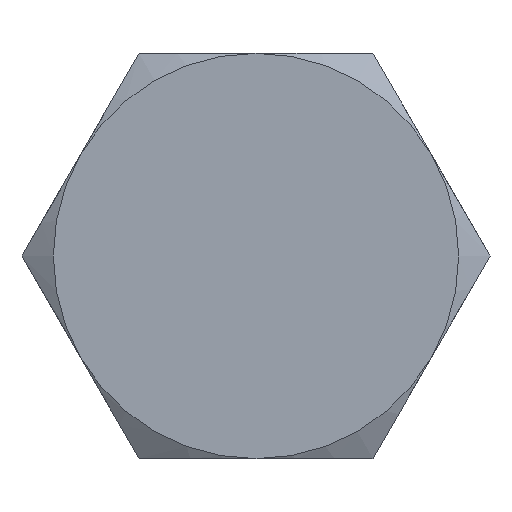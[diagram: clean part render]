
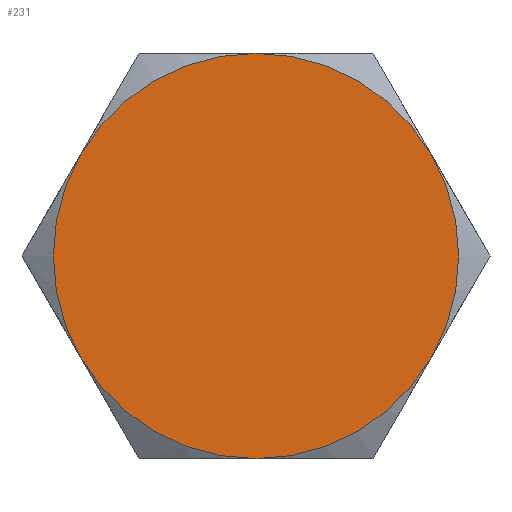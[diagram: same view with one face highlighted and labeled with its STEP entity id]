
A CAD part, left-side view. The second image highlights one B-rep face of the part: STEP entity #231.
In plain terms, the highlighted planar face has unit normal (-1, 0, 0).
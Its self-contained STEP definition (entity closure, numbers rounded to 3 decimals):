
#1 = FACE_OUTER_BOUND ( 'NONE', #394, .T. ) ;
#6 = CARTESIAN_POINT ( 'NONE',  ( 0., 0., 0. ) ) ;
#15 = EDGE_CURVE ( 'NONE', #666, #240, #18, .T. ) ;
#18 = CIRCLE ( 'NONE', #524, 5. ) ;
#30 = CARTESIAN_POINT ( 'NONE',  ( 0., 0., 5. ) ) ;
#33 = CIRCLE ( 'NONE', #606, 5. ) ;
#43 = CARTESIAN_POINT ( 'NONE',  ( 0., -4.33, 2.5 ) ) ;
#59 = DIRECTION ( 'NONE',  ( 1., 0., 0. ) ) ;
#89 = DIRECTION ( 'NONE',  ( 1., 0., 0. ) ) ;
#111 = AXIS2_PLACEMENT_3D ( 'NONE', #167, #89, #215 ) ;
#123 = ORIENTED_EDGE ( 'NONE', *, *, #457, .F. ) ;
#124 = CIRCLE ( 'NONE', #473, 5. ) ;
#167 = CARTESIAN_POINT ( 'NONE',  ( 0., 5.774, 0. ) ) ;
#169 = CARTESIAN_POINT ( 'NONE',  ( 0., 0., 0. ) ) ;
#178 = EDGE_CURVE ( 'NONE', #612, #533, #33, .T. ) ;
#187 = EDGE_CURVE ( 'NONE', #456, #612, #124, .T. ) ;
#188 = DIRECTION ( 'NONE',  ( 0., 0., 1. ) ) ;
#194 = DIRECTION ( 'NONE',  ( 0., 0., -1. ) ) ;
#203 = ORIENTED_EDGE ( 'NONE', *, *, #401, .T. ) ;
#215 = DIRECTION ( 'NONE',  ( 0., 0., -1. ) ) ;
#225 = ORIENTED_EDGE ( 'NONE', *, *, #15, .F. ) ;
#231 = ADVANCED_FACE ( 'NONE', ( #1 ), #261, .F. ) ;
#240 = VERTEX_POINT ( 'NONE', #43 ) ;
#244 = CIRCLE ( 'NONE', #644, 5. ) ;
#261 = PLANE ( 'NONE',  #111 ) ;
#273 = AXIS2_PLACEMENT_3D ( 'NONE', #337, #59, #523 ) ;
#288 = VERTEX_POINT ( 'NONE', #669 ) ;
#294 = ORIENTED_EDGE ( 'NONE', *, *, #178, .F. ) ;
#299 = CIRCLE ( 'NONE', #273, 5. ) ;
#307 = DIRECTION ( 'NONE',  ( 1., 0., 0. ) ) ;
#337 = CARTESIAN_POINT ( 'NONE',  ( 0., 0., 0. ) ) ;
#339 = DIRECTION ( 'NONE',  ( -1., 0., 0. ) ) ;
#358 = DIRECTION ( 'NONE',  ( 0., 0., -1. ) ) ;
#394 = EDGE_LOOP ( 'NONE', ( #294, #528, #123, #225, #203, #716 ) ) ;
#401 = EDGE_CURVE ( 'NONE', #666, #288, #560, .T. ) ;
#446 = DIRECTION ( 'NONE',  ( 1., 0., 0. ) ) ;
#456 = VERTEX_POINT ( 'NONE', #527 ) ;
#457 = EDGE_CURVE ( 'NONE', #240, #456, #299, .T. ) ;
#473 = AXIS2_PLACEMENT_3D ( 'NONE', #706, #481, #600 ) ;
#481 = DIRECTION ( 'NONE',  ( 1., 0., 0. ) ) ;
#514 = EDGE_CURVE ( 'NONE', #533, #288, #244, .T. ) ;
#523 = DIRECTION ( 'NONE',  ( 0., 0., -1. ) ) ;
#524 = AXIS2_PLACEMENT_3D ( 'NONE', #169, #446, #623 ) ;
#527 = CARTESIAN_POINT ( 'NONE',  ( 0., -4.33, -2.5 ) ) ;
#528 = ORIENTED_EDGE ( 'NONE', *, *, #187, .F. ) ;
#532 = CARTESIAN_POINT ( 'NONE',  ( 0., 0., -5. ) ) ;
#533 = VERTEX_POINT ( 'NONE', #538 ) ;
#538 = CARTESIAN_POINT ( 'NONE',  ( 0., 4.33, -2.5 ) ) ;
#560 = CIRCLE ( 'NONE', #668, 5. ) ;
#600 = DIRECTION ( 'NONE',  ( 0., 0., -1. ) ) ;
#606 = AXIS2_PLACEMENT_3D ( 'NONE', #696, #307, #358 ) ;
#612 = VERTEX_POINT ( 'NONE', #532 ) ;
#623 = DIRECTION ( 'NONE',  ( 0., 0., -1. ) ) ;
#630 = CARTESIAN_POINT ( 'NONE',  ( 0., 0., 0. ) ) ;
#644 = AXIS2_PLACEMENT_3D ( 'NONE', #6, #646, #194 ) ;
#646 = DIRECTION ( 'NONE',  ( 1., 0., 0. ) ) ;
#666 = VERTEX_POINT ( 'NONE', #30 ) ;
#668 = AXIS2_PLACEMENT_3D ( 'NONE', #630, #339, #188 ) ;
#669 = CARTESIAN_POINT ( 'NONE',  ( 0., 4.33, 2.5 ) ) ;
#696 = CARTESIAN_POINT ( 'NONE',  ( 0., 0., 0. ) ) ;
#706 = CARTESIAN_POINT ( 'NONE',  ( 0., 0., 0. ) ) ;
#716 = ORIENTED_EDGE ( 'NONE', *, *, #514, .F. ) ;
